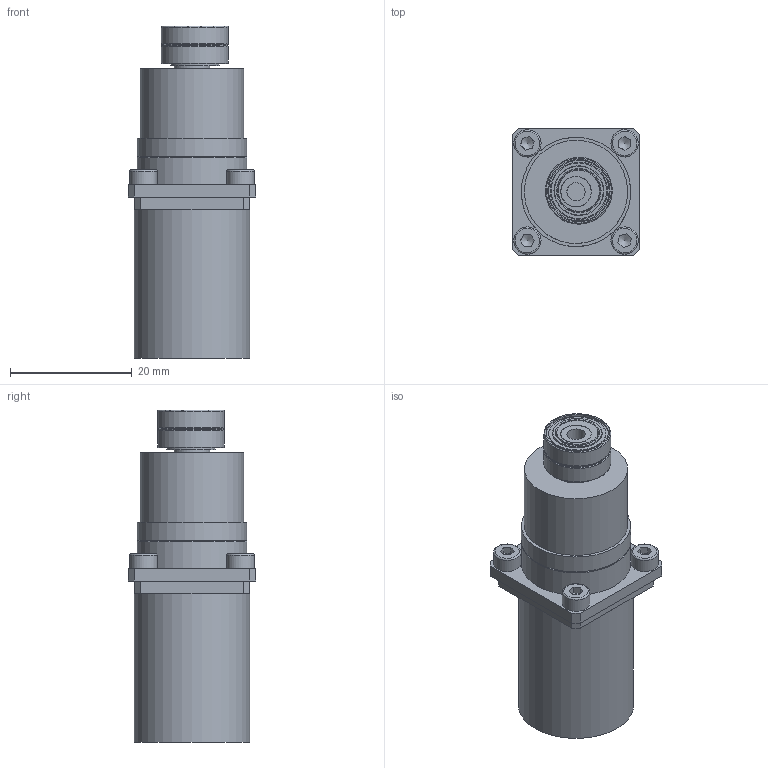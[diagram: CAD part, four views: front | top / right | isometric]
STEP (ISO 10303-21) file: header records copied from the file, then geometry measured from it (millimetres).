
FILE_DESCRIPTION(/* description */ (''),/* implementation_level */ '2;1');
FILE_NAME(/* name */ 'model_product_id155.stp',/* time_stamp */ '2016-08-08T08:46:04+02:00',/* author */ ('SD'),/* organization */ ('Micromotion GmbH Germany'),/* preprocessor_version */ 'ST-DEVELOPER v16.1',/* originating_system */ 'Autodesk Inventor 2016',/* authorisation */ '');
FILE_SCHEMA (('AUTOMOTIVE_DESIGN { 1 0 10303 214 3 1 1 }'));
Length unit declared in the file: millimetre
Products named in the file (1): MEA-10-1000-1-ST-SPM0008_Shrinkwrap_1
Bounding box: 21 x 21 x 54.65 mm (x, y, z)
Volume: 13538.4 mm3; surface area: 5038.8 mm2
Topology: 2 solids, 2 shells, 168 faces, 351 edges, 225 vertices
Faces by surface type: plane 89, cylinder 51, torus 18, cone 10
Full cylindrical faces by diameter (mm): 1 x2, 1.5 x1, 2.013 x4, 3 x1, 4.5 x4, 4.6 x1, 5 x3, 5.2 x1, 7 x2, 8 x2, 8.04 x2, 8.19 x1, 8.34 x2, 8.5 x1, 9.15 x1, 9.45 x1, 9.96 x4, 10 x2, 10.26 x4, 10.8 x1, 11 x2, 17 x1, 18 x2, 19 x1
Entity records: 4268 total; most frequent: CARTESIAN_POINT 878, DIRECTION 672, ORIENTED_EDGE 508, EDGE_LOOP 284, AXIS2_PLACEMENT_3D 282, EDGE_CURVE 254, VERTEX_POINT 204, FACE_OUTER_BOUND 167
